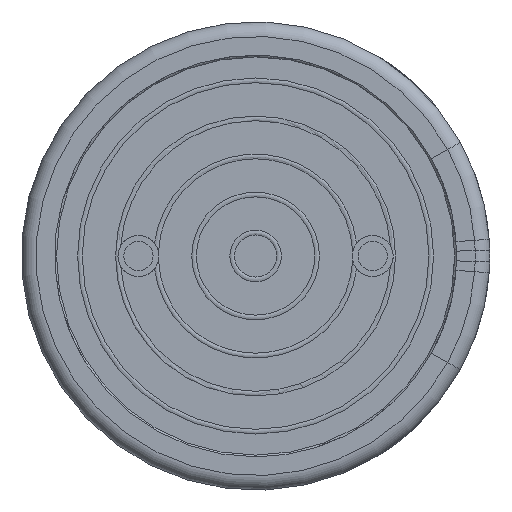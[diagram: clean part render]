
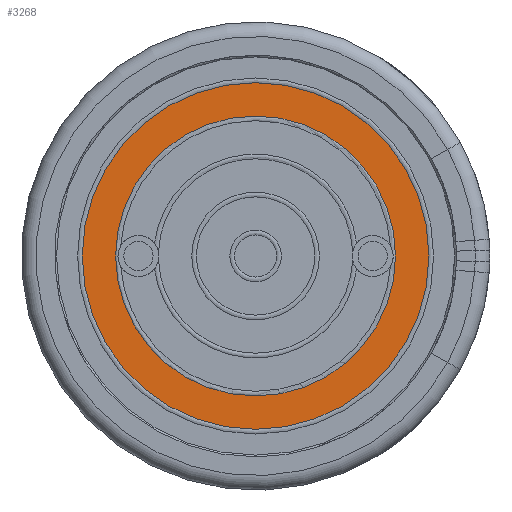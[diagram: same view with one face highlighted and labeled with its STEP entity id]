
A CAD part, front view. The second image highlights one B-rep face of the part: STEP entity #3268.
In plain terms, the highlighted planar face has unit normal (0, -1, 0).
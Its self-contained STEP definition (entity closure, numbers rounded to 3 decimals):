
#43=FACE_BOUND('',#489,.T.);
#212=PLANE('',#3653);
#337=FACE_OUTER_BOUND('',#488,.T.);
#488=EDGE_LOOP('',(#2924,#2925));
#489=EDGE_LOOP('',(#2926,#2927));
#1028=CIRCLE('',#3625,2.96);
#1029=CIRCLE('',#3626,2.96);
#1045=CIRCLE('',#3647,2.39);
#1046=CIRCLE('',#3648,2.39);
#1438=VERTEX_POINT('',#6233);
#1439=VERTEX_POINT('',#6234);
#1453=VERTEX_POINT('',#6273);
#1454=VERTEX_POINT('',#6274);
#1931=EDGE_CURVE('',#1438,#1439,#1028,.T.);
#1932=EDGE_CURVE('',#1439,#1438,#1029,.T.);
#1951=EDGE_CURVE('',#1453,#1454,#1045,.T.);
#1952=EDGE_CURVE('',#1454,#1453,#1046,.T.);
#2924=ORIENTED_EDGE('',*,*,#1931,.T.);
#2925=ORIENTED_EDGE('',*,*,#1932,.T.);
#2926=ORIENTED_EDGE('',*,*,#1951,.T.);
#2927=ORIENTED_EDGE('',*,*,#1952,.T.);
#3268=ADVANCED_FACE('',(#337,#43),#212,.T.);
#3625=AXIS2_PLACEMENT_3D('',#6235,#4462,#4463);
#3626=AXIS2_PLACEMENT_3D('',#6236,#4464,#4465);
#3647=AXIS2_PLACEMENT_3D('',#6275,#4509,#4510);
#3648=AXIS2_PLACEMENT_3D('',#6276,#4511,#4512);
#3653=AXIS2_PLACEMENT_3D('',#6282,#4522,#4523);
#4462=DIRECTION('center_axis',(0.,-1.,0.));
#4463=DIRECTION('ref_axis',(-1.,0.,0.));
#4464=DIRECTION('center_axis',(0.,-1.,0.));
#4465=DIRECTION('ref_axis',(-1.,0.,0.));
#4509=DIRECTION('center_axis',(0.,1.,0.));
#4510=DIRECTION('ref_axis',(-1.,0.,0.));
#4511=DIRECTION('center_axis',(0.,1.,0.));
#4512=DIRECTION('ref_axis',(-1.,0.,0.));
#4522=DIRECTION('center_axis',(0.,-1.,0.));
#4523=DIRECTION('ref_axis',(0.,0.,-1.));
#6233=CARTESIAN_POINT('',(-2.96,0.1,0.));
#6234=CARTESIAN_POINT('',(2.96,0.1,0.));
#6235=CARTESIAN_POINT('Origin',(0.,0.1,0.));
#6236=CARTESIAN_POINT('Origin',(0.,0.1,0.));
#6273=CARTESIAN_POINT('',(-2.39,0.1,0.));
#6274=CARTESIAN_POINT('',(2.39,0.1,0.));
#6275=CARTESIAN_POINT('Origin',(0.,0.1,0.));
#6276=CARTESIAN_POINT('Origin',(0.,0.1,0.));
#6282=CARTESIAN_POINT('Origin',(0.,0.1,0.));
